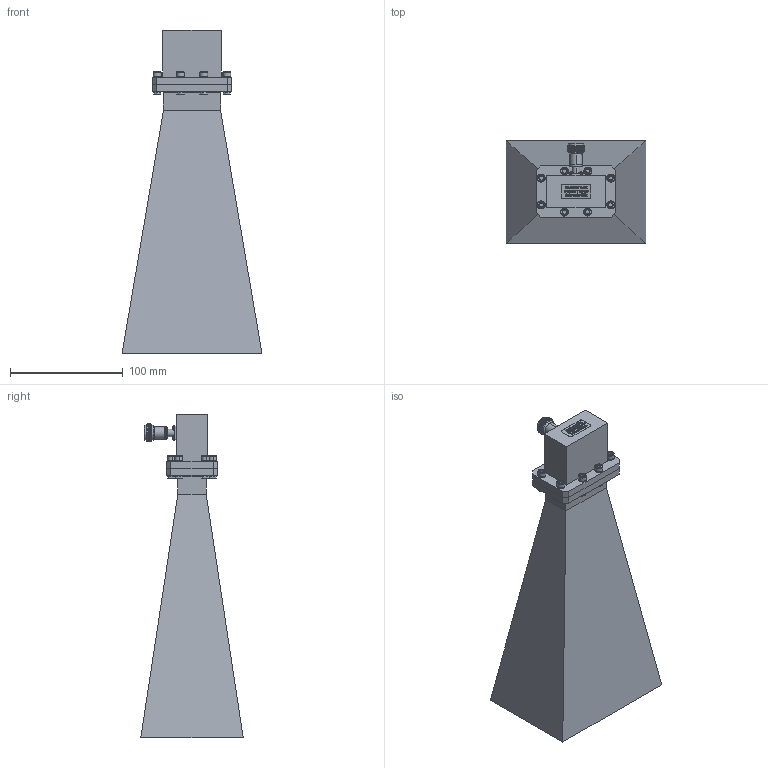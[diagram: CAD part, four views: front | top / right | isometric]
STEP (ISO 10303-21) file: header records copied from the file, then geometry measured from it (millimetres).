
FILE_DESCRIPTION (( 'STEP AP214' ), '1' );
FILE_NAME ('PE9861-NF-15.STEP', '2017-06-15T15:54:13', ( '' ), ( '' ), 'SwSTEP 2.0', 'SolidWorks 2014', '' );
FILE_SCHEMA (( 'AUTOMOTIVE_DESIGN' ));
Length unit declared in the file: inch
Products named in the file (5): Copy of Hex Screw^PE9861-NF-15.SLDPRT; PE9861-NF-15; PE9822; PE9861-15; Copy of Nut^PE9861-NF-15.SLDPRT
Assembly tree (18 placements, depth 2):
  PE9861-NF-15
    PE9861-15
    PE9822
    Copy of Hex Screw^PE9861-NF-15.SLDPRT  x8
    Copy of Nut^PE9861-NF-15.SLDPRT  x8
Bounding box: 123.95 x 90.68 x 286.64 mm (x, y, z)
Volume: 153487.2 mm3; surface area: 164992.9 mm2
Topology: 24 solids, 32 shells, 1090 faces, 2883 edges, 1957 vertices
Faces by surface type: plane 376, cylinder 367, cone 288, bspline 55, torus 4
Entity records: 33119 total; most frequent: CARTESIAN_POINT 13054, ORIENTED_EDGE 3672, DIRECTION 2633, EDGE_CURVE 1836, VERTEX_POINT 1341, AXIS2_PLACEMENT_3D 939, VECTOR 755, LINE 755
